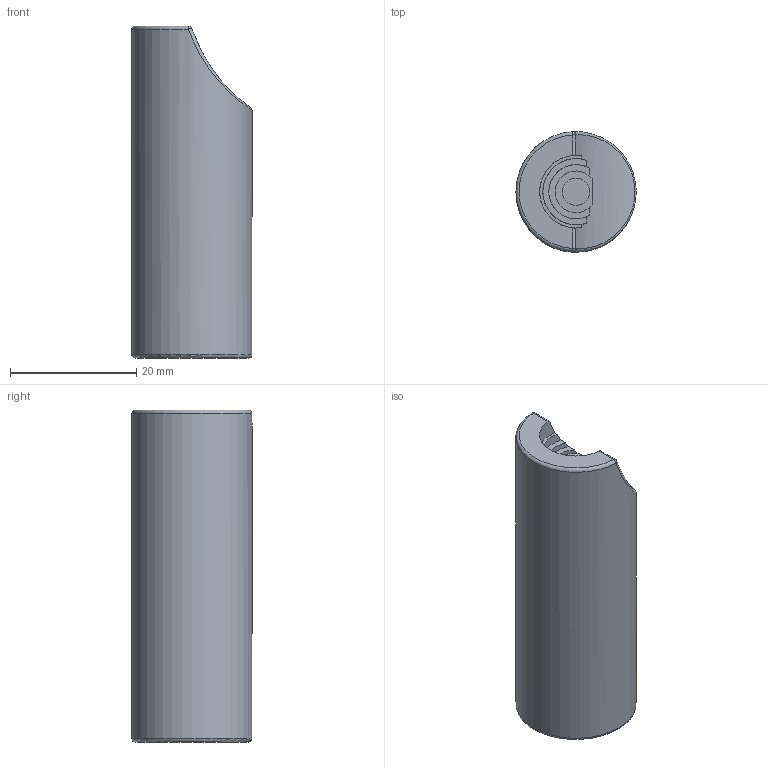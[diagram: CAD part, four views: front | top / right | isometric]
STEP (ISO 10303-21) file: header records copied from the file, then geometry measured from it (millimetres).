
FILE_DESCRIPTION(/* description */ ('STEP AP242','CAx-IF Rec.Pracs.---Representation and Presentation of Product Manufacturing Information (PMI)---4.0---2014-10-13','CAx-IF Rec.Pracs.---3D Tessellated Geometry---0.4---2014-09-14','2;1'),/* implementation_level */ '2;1');
FILE_NAME(/* name */ '63daa5eb772f357d2cf0b999',/* time_stamp */ '2023-02-01T17:48:28+00:00',/* author */ (''),/* organization */ (''),/* preprocessor_version */ 'ST-DEVELOPER v18.102',/* originating_system */ ' ',/* authorisation */ ' ');
FILE_SCHEMA (('AP242_MANAGED_MODEL_BASED_3D_ENGINEERING_MIM_LF { 1 0 10303 442 1 1 4 }'));
Length unit declared in the file: metre
Products named in the file (1): coarse grinder
Bounding box: 18.99 x 18.98 x 52.5 mm (x, y, z)
Volume: 13527.9 mm3; surface area: 3582.1 mm2
Topology: 1 solids, 1 shells, 21 faces, 49 edges, 29 vertices
Faces by surface type: cylinder 9, plane 7, torus 2, sphere 2, bspline 1
Full cylindrical faces by diameter (mm): 4.322 x1, 19 x1
Entity records: 667 total; most frequent: CARTESIAN_POINT 205, DIRECTION 93, ORIENTED_EDGE 86, EDGE_CURVE 43, AXIS2_PLACEMENT_3D 41, VERTEX_POINT 28, EDGE_LOOP 25, FACE_BOUND 25
